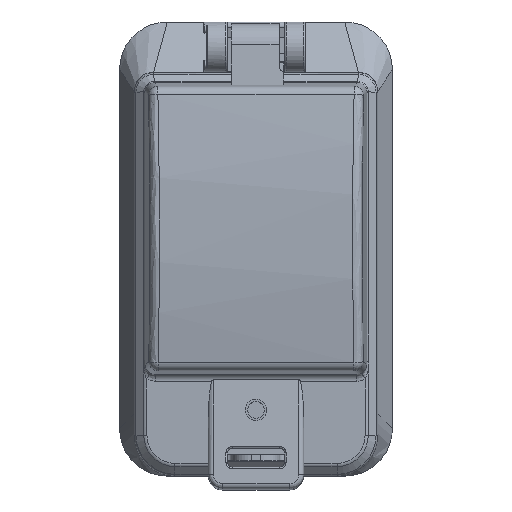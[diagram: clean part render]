
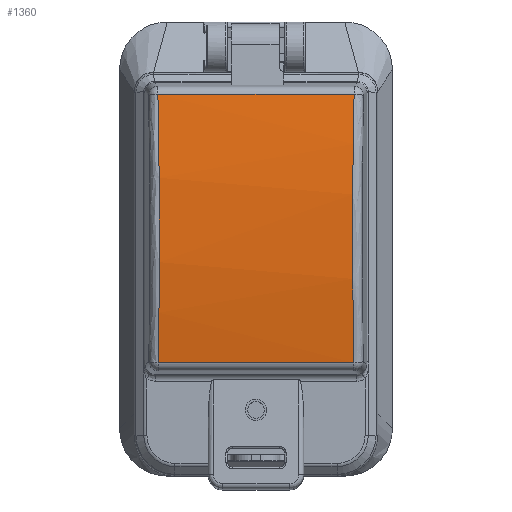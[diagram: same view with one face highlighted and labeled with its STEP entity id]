
A CAD part, top view. The second image highlights one B-rep face of the part: STEP entity #1360.
In plain terms, the highlighted cylindrical face has radius 168.283 mm (diameter 336.566 mm), a partial arc.
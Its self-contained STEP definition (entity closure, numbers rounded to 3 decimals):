
#214=B_SPLINE_CURVE_WITH_KNOTS('',3,(#15680,#15681,#15682,#15683),
 .UNSPECIFIED.,.F.,.F.,(4,4),(0.,1.),.UNSPECIFIED.);
#215=B_SPLINE_CURVE_WITH_KNOTS('',3,(#15688,#15689,#15690,#15691),
 .UNSPECIFIED.,.F.,.F.,(4,4),(0.,1.),.UNSPECIFIED.);
#454=CYLINDRICAL_SURFACE('',#10484,168.283);
#836=FACE_OUTER_BOUND('',#4185,.T.);
#1360=ADVANCED_FACE('',(#836),#454,.T.);
#2600=LINE('',#15686,#3554);
#2601=LINE('',#15693,#3555);
#3554=VECTOR('',#12650,1.);
#3555=VECTOR('',#12651,1.);
#4185=EDGE_LOOP('',(#6272,#6273,#6274,#6275));
#6272=ORIENTED_EDGE('',*,*,#9184,.T.);
#6273=ORIENTED_EDGE('',*,*,#9185,.T.);
#6274=ORIENTED_EDGE('',*,*,#9186,.T.);
#6275=ORIENTED_EDGE('',*,*,#9187,.T.);
#7958=VERTEX_POINT('',#15684);
#7959=VERTEX_POINT('',#15685);
#7960=VERTEX_POINT('',#15687);
#7961=VERTEX_POINT('',#15692);
#9184=EDGE_CURVE('',#7958,#7959,#214,.T.);
#9185=EDGE_CURVE('',#7959,#7960,#2600,.T.);
#9186=EDGE_CURVE('',#7960,#7961,#215,.T.);
#9187=EDGE_CURVE('',#7961,#7958,#2601,.T.);
#10484=AXIS2_PLACEMENT_3D('',#15694,#12652,#12653);
#12650=DIRECTION('',(1.,0.,0.));
#12651=DIRECTION('',(-1.,0.,0.));
#12652=DIRECTION('',(1.,0.,0.));
#12653=DIRECTION('',(0.,0.,-1.));
#15680=CARTESIAN_POINT('',(-20.568,37.668,9.798));
#15681=CARTESIAN_POINT('',(-20.166,19.071,13.111));
#15682=CARTESIAN_POINT('',(-20.148,-0.076,13.262));
#15683=CARTESIAN_POINT('',(-20.514,-18.706,10.25));
#15684=CARTESIAN_POINT('',(-20.568,37.668,9.798));
#15685=CARTESIAN_POINT('',(-20.514,-18.706,10.25));
#15686=CARTESIAN_POINT('',(-95.25,-18.706,10.25));
#15687=CARTESIAN_POINT('',(20.514,-18.706,10.25));
#15688=CARTESIAN_POINT('',(20.514,-18.706,10.25));
#15689=CARTESIAN_POINT('',(20.148,-0.076,13.262));
#15690=CARTESIAN_POINT('',(20.166,19.071,13.111));
#15691=CARTESIAN_POINT('',(20.568,37.668,9.798));
#15692=CARTESIAN_POINT('',(20.568,37.668,9.798));
#15693=CARTESIAN_POINT('',(-95.25,37.668,9.798));
#15694=CARTESIAN_POINT('',(-95.25,8.15,-155.876));
